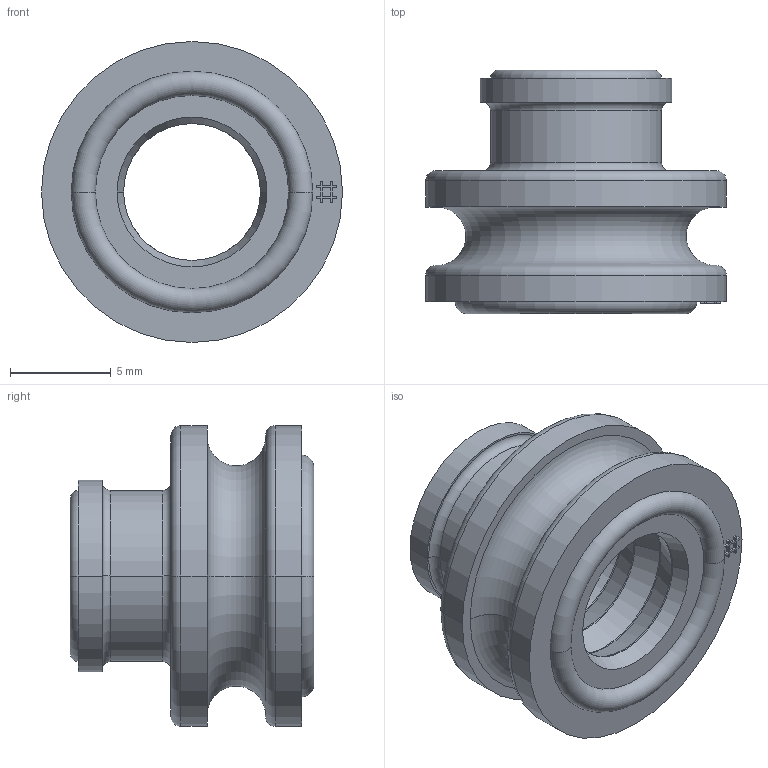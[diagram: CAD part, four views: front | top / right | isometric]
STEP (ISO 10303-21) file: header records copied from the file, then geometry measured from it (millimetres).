
FILE_DESCRIPTION((''),'2;1');
FILE_NAME('SC14-2003E-B014_NCF_ASM','2020-04-28T15:47:10',('jwisneski'),(''),'CREO PARAMETRIC BY PTC INC, 2017110','CREO PARAMETRIC BY PTC INC, 2017110','');
FILE_SCHEMA(('CONFIG_CONTROL_DESIGN'));
Length unit declared in the file: millimetre
Products named in the file (2): PC14-2003E-B014_NCF; SC14-2003E-B014_NCF_ASM
Assembly tree (1 placements, depth 2):
  SC14-2003E-B014_NCF_ASM
    PC14-2003E-B014_NCF
Bounding box: 14.95 x 12.1 x 14.95 mm (x, y, z)
Volume: 802.4 mm3; surface area: 1077.6 mm2
Topology: 1 solids, 1 shells, 87 faces, 202 edges, 124 vertices
Faces by surface type: plane 41, torus 26, cylinder 10, cone 10
Entity records: 2537 total; most frequent: DIRECTION 468, CARTESIAN_POINT 416, ORIENTED_EDGE 404, EDGE_CURVE 202, AXIS2_PLACEMENT_3D 176, VERTEX_POINT 124, VECTOR 116, LINE 116
